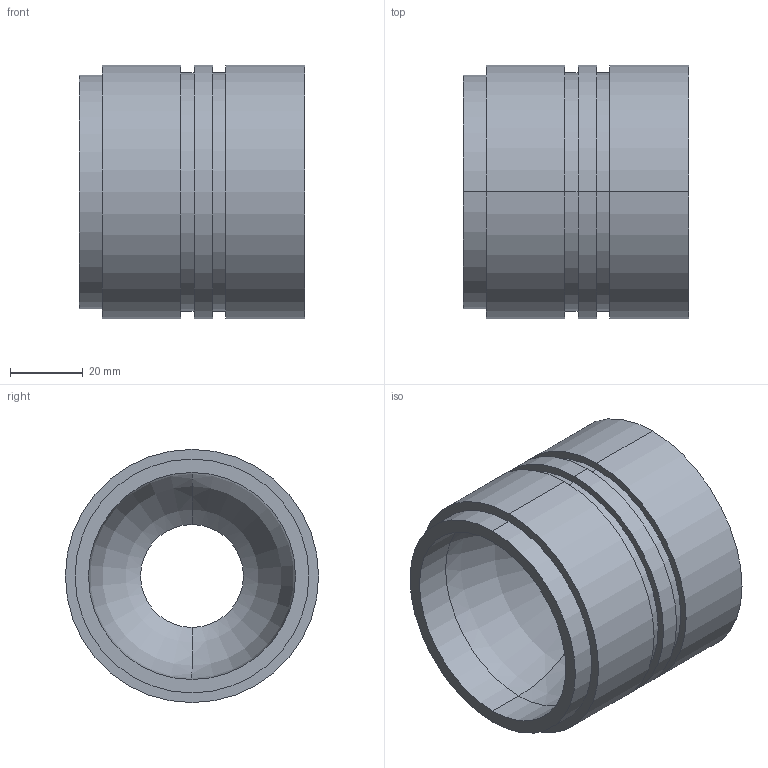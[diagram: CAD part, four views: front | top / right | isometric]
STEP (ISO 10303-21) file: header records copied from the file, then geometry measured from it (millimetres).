
FILE_DESCRIPTION (( 'STEP AP214' ), '1' );
FILE_NAME ('Nozzle - Steel Converging Section-V-02.STEP', '2018-06-14T21:22:17', ( '' ), ( '' ), 'SwSTEP 2.0', 'SolidWorks 2017', '' );
FILE_SCHEMA (( 'AUTOMOTIVE_DESIGN' ));
Length unit declared in the file: inch
Products named in the file (1): Nozzle - Steel Converging Section-V-02
Bounding box: 62.13 x 69.65 x 69.65 mm (x, y, z)
Volume: 107020.6 mm3; surface area: 30148.6 mm2
Topology: 1 solids, 1 shells, 45 faces, 98 edges, 58 vertices
Faces by surface type: cylinder 26, plane 9, cone 8, torus 2
Entity records: 1340 total; most frequent: DIRECTION 238, CARTESIAN_POINT 194, ORIENTED_EDGE 180, AXIS2_PLACEMENT_3D 102, EDGE_CURVE 90, EDGE_LOOP 58, VERTEX_POINT 58, CIRCLE 56
